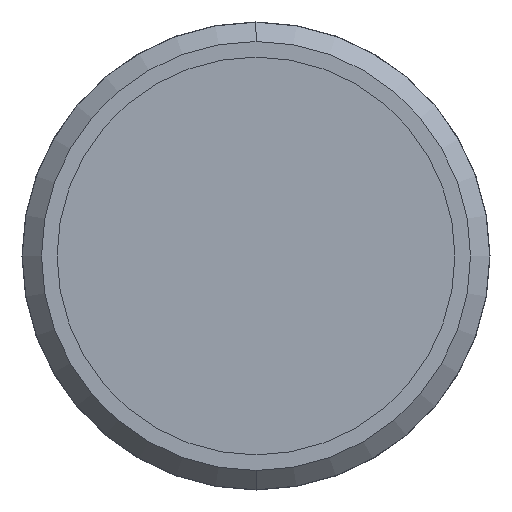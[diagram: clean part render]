
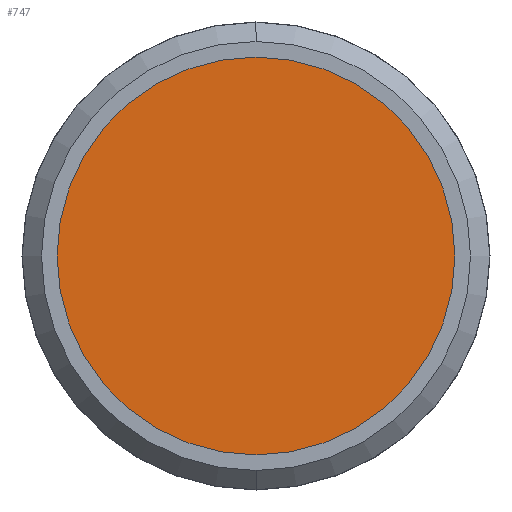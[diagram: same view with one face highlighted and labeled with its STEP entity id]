
A CAD part, front view. The second image highlights one B-rep face of the part: STEP entity #747.
In plain terms, the highlighted planar face has unit normal (0, -1, 0).
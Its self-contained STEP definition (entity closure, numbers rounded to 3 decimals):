
#747=ADVANCED_FACE('',(#1409),#1410,.T.);
#1409=FACE_OUTER_BOUND('',#2078,.T.);
#1410=PLANE('',#2079);
#2078=EDGE_LOOP('',(#3688,#3689));
#2079=AXIS2_PLACEMENT_3D('',#3690,#3691,#3692);
#3688=ORIENTED_EDGE('',*,*,#4291,.T.);
#3689=ORIENTED_EDGE('',*,*,#4304,.T.);
#3690=CARTESIAN_POINT('',(0.0,-0.01,3.825));
#3691=DIRECTION('',(0.0,-1.0,0.0));
#3692=DIRECTION('',(0.0,0.0,1.0));
#4291=EDGE_CURVE('',#5117,#5121,#5123,.T.);
#4304=EDGE_CURVE('',#5121,#5117,#5140,.T.);
#5117=VERTEX_POINT('',#6391);
#5121=VERTEX_POINT('',#6396);
#5123=CIRCLE('',#6399,7.65);
#5140=CIRCLE('',#6418,7.65);
#6391=CARTESIAN_POINT('',(0.0,-0.01,7.65));
#6396=CARTESIAN_POINT('',(0.,-0.01,-7.65));
#6399=AXIS2_PLACEMENT_3D('',#7208,#7209,#7210);
#6418=AXIS2_PLACEMENT_3D('',#7228,#7229,#7230);
#7208=CARTESIAN_POINT('',(0.0,-0.01,0.0));
#7209=DIRECTION('',(0.0,-1.0,0.0));
#7210=DIRECTION('',(0.0,0.0,1.0));
#7228=CARTESIAN_POINT('',(0.0,-0.01,0.0));
#7229=DIRECTION('',(0.0,-1.0,0.0));
#7230=DIRECTION('',(0.0,0.0,1.0));
